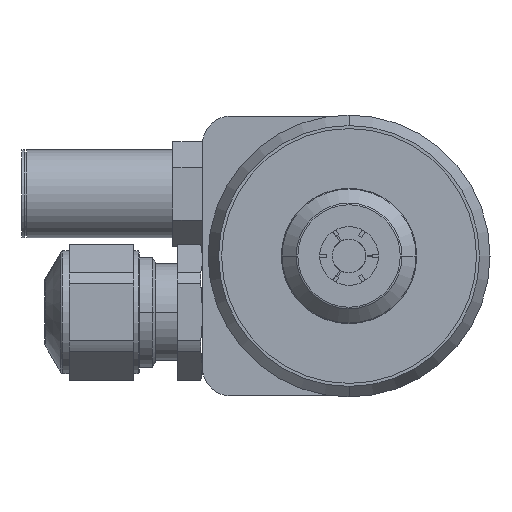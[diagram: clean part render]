
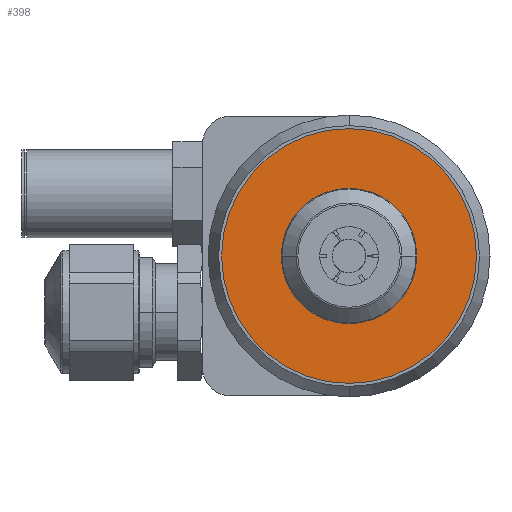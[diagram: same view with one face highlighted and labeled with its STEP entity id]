
A CAD part, left-side view. The second image highlights one B-rep face of the part: STEP entity #398.
In plain terms, the highlighted planar face has unit normal (-1, 0, 0).
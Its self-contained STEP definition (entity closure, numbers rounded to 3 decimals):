
#398 = ADVANCED_FACE ( 'NONE', ( #6932, #6931 ), #6896, .T. ) ;
#400 = EDGE_CURVE ( 'NONE', #615, #612, #6942, .T. ) ;
#401 = ORIENTED_EDGE ( 'NONE', *, *, #592, .T. ) ;
#402 = EDGE_LOOP ( 'NONE', ( #403, #613 ) ) ;
#403 = ORIENTED_EDGE ( 'NONE', *, *, #589, .F. ) ;
#589 = EDGE_CURVE ( 'NONE', #614, #618, #6382, .T. ) ;
#592 = EDGE_CURVE ( 'NONE', #612, #615, #7497, .T. ) ;
#593 = ORIENTED_EDGE ( 'NONE', *, *, #400, .T. ) ;
#595 = EDGE_CURVE ( 'NONE', #618, #614, #7379, .T. ) ;
#612 = VERTEX_POINT ( 'NONE', #7487 ) ;
#613 = ORIENTED_EDGE ( 'NONE', *, *, #595, .F. ) ;
#614 = VERTEX_POINT ( 'NONE', #7470 ) ;
#615 = VERTEX_POINT ( 'NONE', #7468 ) ;
#618 = VERTEX_POINT ( 'NONE', #7374 ) ;
#623 = EDGE_LOOP ( 'NONE', ( #593, #401 ) ) ;
#6382 = CIRCLE ( 'NONE', #6585, 5.3 ) ;
#6583 = DIRECTION ( 'NONE',  ( -1., 0., 0. ) ) ;
#6584 = CARTESIAN_POINT ( 'NONE',  ( -75.625, 9.419, 36.476 ) ) ;
#6585 = AXIS2_PLACEMENT_3D ( 'NONE', #6584, #6583, #7153 ) ;
#6851 = DIRECTION ( 'NONE',  ( 0., -1., 0. ) ) ;
#6852 = DIRECTION ( 'NONE',  ( -1., 0., 0. ) ) ;
#6853 = AXIS2_PLACEMENT_3D ( 'NONE', #6924, #6852, #6851 ) ;
#6896 = PLANE ( 'NONE',  #6930 ) ;
#6924 = CARTESIAN_POINT ( 'NONE',  ( -75.625, 9.419, 36.476 ) ) ;
#6925 = DIRECTION ( 'NONE',  ( 0., -1., 0. ) ) ;
#6926 = DIRECTION ( 'NONE',  ( -1., 0., 0. ) ) ;
#6930 = AXIS2_PLACEMENT_3D ( 'NONE', #6974, #6926, #6925 ) ;
#6931 = FACE_BOUND ( 'NONE', #402, .T. ) ;
#6932 = FACE_OUTER_BOUND ( 'NONE', #623, .T. ) ;
#6942 = CIRCLE ( 'NONE', #6853, 11.3 ) ;
#6974 = CARTESIAN_POINT ( 'NONE',  ( -75.625, 9.419, 36.476 ) ) ;
#7153 = DIRECTION ( 'NONE',  ( 0., -1., 0. ) ) ;
#7374 = CARTESIAN_POINT ( 'NONE',  ( -75.625, 4.119, 36.476 ) ) ;
#7377 = CARTESIAN_POINT ( 'NONE',  ( -75.625, 9.419, 36.476 ) ) ;
#7379 = CIRCLE ( 'NONE', #7380, 5.3 ) ;
#7380 = AXIS2_PLACEMENT_3D ( 'NONE', #7377, #7484, #7483 ) ;
#7468 = CARTESIAN_POINT ( 'NONE',  ( -75.625, -1.881, 36.476 ) ) ;
#7470 = CARTESIAN_POINT ( 'NONE',  ( -75.625, 14.719, 36.476 ) ) ;
#7483 = DIRECTION ( 'NONE',  ( 0., -1., 0. ) ) ;
#7484 = DIRECTION ( 'NONE',  ( -1., 0., 0. ) ) ;
#7487 = CARTESIAN_POINT ( 'NONE',  ( -75.625, 20.719, 36.476 ) ) ;
#7493 = DIRECTION ( 'NONE',  ( 0., -1., 0. ) ) ;
#7494 = DIRECTION ( 'NONE',  ( -1., 0., 0. ) ) ;
#7495 = CARTESIAN_POINT ( 'NONE',  ( -75.625, 9.419, 36.476 ) ) ;
#7496 = AXIS2_PLACEMENT_3D ( 'NONE', #7495, #7494, #7493 ) ;
#7497 = CIRCLE ( 'NONE', #7496, 11.3 ) ;
